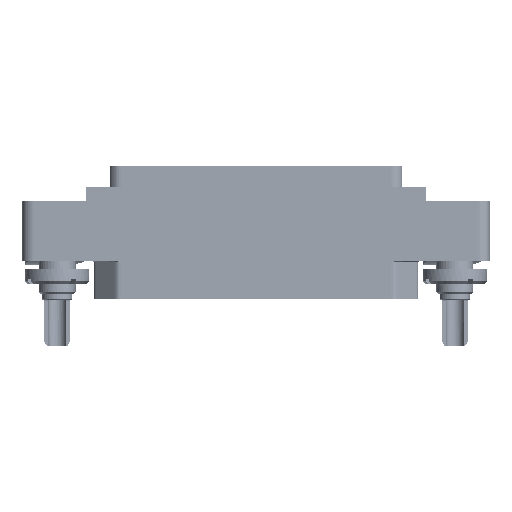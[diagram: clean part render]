
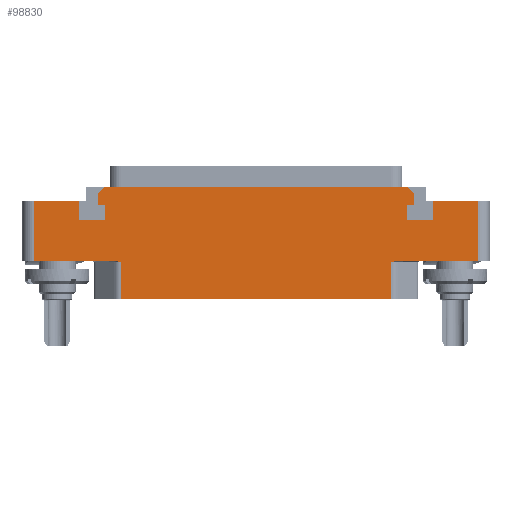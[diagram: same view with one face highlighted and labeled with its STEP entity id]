
A CAD part, top view. The second image highlights one B-rep face of the part: STEP entity #98830.
In plain terms, the highlighted planar face has unit normal (0, 0, 1).
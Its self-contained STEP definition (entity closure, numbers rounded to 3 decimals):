
#1=DIRECTION('',(1.,0.,0.));
#2=VECTOR('',#1,7.8);
#3=CARTESIAN_POINT('',(-38.,10.25,7.));
#4=LINE('',#3,#2);
#5=DIRECTION('',(0.,-1.,0.));
#6=VECTOR('',#5,3.2);
#7=CARTESIAN_POINT('',(-30.2,10.25,7.));
#8=LINE('',#7,#6);
#9=DIRECTION('',(1.,0.,0.));
#10=VECTOR('',#9,4.4);
#11=CARTESIAN_POINT('',(-30.2,7.05,7.));
#12=LINE('',#11,#10);
#13=DIRECTION('',(0.,1.,0.));
#14=VECTOR('',#13,2.6);
#15=CARTESIAN_POINT('',(-25.8,7.05,7.));
#16=LINE('',#15,#14);
#17=DIRECTION('',(-1.,0.,0.));
#18=VECTOR('',#17,1.2);
#19=CARTESIAN_POINT('',(-25.8,9.65,7.));
#20=LINE('',#19,#18);
#21=DIRECTION('',(0.,-1.,0.));
#22=VECTOR('',#21,1.9);
#23=CARTESIAN_POINT('',(-27.,11.55,7.));
#24=LINE('',#23,#22);
#25=DIRECTION('',(1.,0.,0.));
#26=VECTOR('',#25,51.6);
#27=CARTESIAN_POINT('',(-25.8,12.75,7.));
#28=LINE('',#27,#26);
#29=DIRECTION('',(0.,-1.,0.));
#30=VECTOR('',#29,1.9);
#31=CARTESIAN_POINT('',(27.,11.55,7.));
#32=LINE('',#31,#30);
#33=DIRECTION('',(-1.,0.,0.));
#34=VECTOR('',#33,1.2);
#35=CARTESIAN_POINT('',(27.,9.65,7.));
#36=LINE('',#35,#34);
#37=DIRECTION('',(0.,-1.,0.));
#38=VECTOR('',#37,2.6);
#39=CARTESIAN_POINT('',(25.8,9.65,7.));
#40=LINE('',#39,#38);
#41=DIRECTION('',(1.,0.,0.));
#42=VECTOR('',#41,4.4);
#43=CARTESIAN_POINT('',(25.8,7.05,7.));
#44=LINE('',#43,#42);
#45=DIRECTION('',(0.,1.,0.));
#46=VECTOR('',#45,3.2);
#47=CARTESIAN_POINT('',(30.2,7.05,7.));
#48=LINE('',#47,#46);
#49=DIRECTION('',(1.,0.,0.));
#50=VECTOR('',#49,7.8);
#51=CARTESIAN_POINT('',(30.2,10.25,7.));
#52=LINE('',#51,#50);
#109=DIRECTION('',(1.,0.,0.));
#110=VECTOR('',#109,14.082);
#111=CARTESIAN_POINT('',(23.918,0.,7.));
#112=LINE('',#111,#110);
#3688=DIRECTION('',(-1.,0.,0.));
#3689=VECTOR('',#3688,46.236);
#3690=CARTESIAN_POINT('',(23.118,-6.5,7.));
#3691=LINE('',#3690,#3689);
#3779=DIRECTION('',(1.,0.,0.));
#3780=VECTOR('',#3779,14.082);
#3781=CARTESIAN_POINT('',(-38.,0.,7.));
#3782=LINE('',#3781,#3780);
#7215=DIRECTION('',(0.,-1.,0.));
#7216=VECTOR('',#7215,10.25);
#7217=CARTESIAN_POINT('',(-38.,10.25,7.));
#7218=LINE('',#7217,#7216);
#7453=DIRECTION('',(0.707,-0.707,0.));
#7454=VECTOR('',#7453,1.697);
#7455=CARTESIAN_POINT('',(25.8,12.75,7.));
#7456=LINE('',#7455,#7454);
#7461=DIRECTION('',(-0.707,-0.707,0.));
#7462=VECTOR('',#7461,1.697);
#7463=CARTESIAN_POINT('',(-25.8,12.75,7.));
#7464=LINE('',#7463,#7462);
#77954=CARTESIAN_POINT('',(-23.918,0.,7.));
#77955=CARTESIAN_POINT('',(-23.907,0.,7.));
#77956=CARTESIAN_POINT('',(-23.884,0.,7.));
#77957=CARTESIAN_POINT('',(-23.85,-0.002,7.));
#77958=CARTESIAN_POINT('',(-23.814,-0.005,7.));
#77959=CARTESIAN_POINT('',(-23.776,-0.01,7.));
#77960=CARTESIAN_POINT('',(-23.734,-0.016,7.));
#77961=CARTESIAN_POINT('',(-23.688,-0.024,7.));
#77962=CARTESIAN_POINT('',(-23.636,-0.035,7.));
#77963=CARTESIAN_POINT('',(-23.577,-0.049,7.));
#77964=CARTESIAN_POINT('',(-23.515,-0.066,7.));
#77965=CARTESIAN_POINT('',(-23.451,-0.085,7.));
#77966=CARTESIAN_POINT('',(-23.385,-0.106,7.));
#77967=CARTESIAN_POINT('',(-23.318,-0.128,7.));
#77968=CARTESIAN_POINT('',(-23.251,-0.152,7.));
#77969=CARTESIAN_POINT('',(-23.184,-0.176,7.));
#77970=CARTESIAN_POINT('',(-23.14,-0.192,7.));
#77971=CARTESIAN_POINT('',(-23.118,-0.2,7.));
#77973=DIRECTION('',(0.,1.,0.));
#77974=VECTOR('',#77973,6.3);
#77975=CARTESIAN_POINT('',(-23.118,-6.5,7.));
#77976=LINE('',#77975,#77974);
#78049=DIRECTION('',(0.,1.,0.));
#78050=VECTOR('',#78049,6.3);
#78051=CARTESIAN_POINT('',(23.118,-6.5,7.));
#78052=LINE('',#78051,#78050);
#78058=CARTESIAN_POINT('',(23.118,-0.2,7.));
#78059=CARTESIAN_POINT('',(23.14,-0.192,7.));
#78060=CARTESIAN_POINT('',(23.184,-0.176,7.));
#78061=CARTESIAN_POINT('',(23.251,-0.152,7.));
#78062=CARTESIAN_POINT('',(23.318,-0.128,7.));
#78063=CARTESIAN_POINT('',(23.385,-0.106,7.));
#78064=CARTESIAN_POINT('',(23.451,-0.085,7.));
#78065=CARTESIAN_POINT('',(23.515,-0.066,7.));
#78066=CARTESIAN_POINT('',(23.577,-0.049,7.));
#78067=CARTESIAN_POINT('',(23.636,-0.035,7.));
#78068=CARTESIAN_POINT('',(23.688,-0.024,7.));
#78069=CARTESIAN_POINT('',(23.734,-0.016,7.));
#78070=CARTESIAN_POINT('',(23.776,-0.01,7.));
#78071=CARTESIAN_POINT('',(23.814,-0.005,7.));
#78072=CARTESIAN_POINT('',(23.85,-0.002,7.));
#78073=CARTESIAN_POINT('',(23.884,0.,7.));
#78074=CARTESIAN_POINT('',(23.907,0.,7.));
#78075=CARTESIAN_POINT('',(23.918,0.,7.));
#78123=DIRECTION('',(0.,1.,0.));
#78124=VECTOR('',#78123,10.25);
#78125=CARTESIAN_POINT('',(38.,0.,7.));
#78126=LINE('',#78125,#78124);
#80660=CARTESIAN_POINT('',(-30.2,10.25,7.));
#80661=CARTESIAN_POINT('',(-30.2,7.05,7.));
#80662=VERTEX_POINT('',#80660);
#80663=VERTEX_POINT('',#80661);
#80664=CARTESIAN_POINT('',(-25.8,7.05,7.));
#80665=VERTEX_POINT('',#80664);
#80666=CARTESIAN_POINT('',(-25.8,9.65,7.));
#80667=VERTEX_POINT('',#80666);
#80668=CARTESIAN_POINT('',(-27.,9.65,7.));
#80669=VERTEX_POINT('',#80668);
#80670=CARTESIAN_POINT('',(27.,9.65,7.));
#80671=CARTESIAN_POINT('',(25.8,9.65,7.));
#80672=VERTEX_POINT('',#80670);
#80673=VERTEX_POINT('',#80671);
#80674=CARTESIAN_POINT('',(25.8,7.05,7.));
#80675=VERTEX_POINT('',#80674);
#80676=CARTESIAN_POINT('',(30.2,7.05,7.));
#80677=VERTEX_POINT('',#80676);
#80678=CARTESIAN_POINT('',(30.2,10.25,7.));
#80679=VERTEX_POINT('',#80678);
#80684=CARTESIAN_POINT('',(-27.,11.55,7.));
#80686=VERTEX_POINT('',#80684);
#80688=CARTESIAN_POINT('',(-25.8,12.75,7.));
#80689=VERTEX_POINT('',#80688);
#80690=CARTESIAN_POINT('',(27.,11.55,7.));
#80692=VERTEX_POINT('',#80690);
#80694=CARTESIAN_POINT('',(25.8,12.75,7.));
#80695=VERTEX_POINT('',#80694);
#80772=CARTESIAN_POINT('',(38.,0.,7.));
#80773=CARTESIAN_POINT('',(38.,10.25,7.));
#80774=VERTEX_POINT('',#80772);
#80775=VERTEX_POINT('',#80773);
#80780=CARTESIAN_POINT('',(-38.,10.25,7.));
#80781=CARTESIAN_POINT('',(-38.,0.,7.));
#80782=VERTEX_POINT('',#80780);
#80783=VERTEX_POINT('',#80781);
#81005=CARTESIAN_POINT('',(23.118,-6.5,7.));
#81007=VERTEX_POINT('',#81005);
#81008=CARTESIAN_POINT('',(-23.118,-6.5,7.));
#81010=VERTEX_POINT('',#81008);
#81040=CARTESIAN_POINT('',(-23.118,-0.2,7.));
#81041=VERTEX_POINT('',#81040);
#81042=CARTESIAN_POINT('',(-23.918,0.,7.));
#81043=VERTEX_POINT('',#81042);
#81044=CARTESIAN_POINT('',(23.118,-0.2,7.));
#81046=VERTEX_POINT('',#81044);
#81048=CARTESIAN_POINT('',(23.918,0.,7.));
#81050=VERTEX_POINT('',#81048);
#98775=CARTESIAN_POINT('',(0.,0.,7.));
#98776=DIRECTION('',(0.,0.,-1.));
#98777=DIRECTION('',(-1.,0.,0.));
#98778=AXIS2_PLACEMENT_3D('',#98775,#98776,#98777);
#98779=PLANE('',#98778);
#98781=ORIENTED_EDGE('',*,*,#98780,.F.);
#98783=ORIENTED_EDGE('',*,*,#98782,.F.);
#98785=ORIENTED_EDGE('',*,*,#98784,.F.);
#98787=ORIENTED_EDGE('',*,*,#98786,.T.);
#98789=ORIENTED_EDGE('',*,*,#98788,.T.);
#98791=ORIENTED_EDGE('',*,*,#98790,.F.);
#98793=ORIENTED_EDGE('',*,*,#98792,.F.);
#98795=ORIENTED_EDGE('',*,*,#98794,.F.);
#98797=ORIENTED_EDGE('',*,*,#98796,.T.);
#98799=ORIENTED_EDGE('',*,*,#98798,.T.);
#98801=ORIENTED_EDGE('',*,*,#98800,.T.);
#98803=ORIENTED_EDGE('',*,*,#98802,.T.);
#98805=ORIENTED_EDGE('',*,*,#98804,.T.);
#98807=ORIENTED_EDGE('',*,*,#98806,.F.);
#98809=ORIENTED_EDGE('',*,*,#98808,.F.);
#98811=ORIENTED_EDGE('',*,*,#98810,.T.);
#98813=ORIENTED_EDGE('',*,*,#98812,.T.);
#98815=ORIENTED_EDGE('',*,*,#98814,.T.);
#98817=ORIENTED_EDGE('',*,*,#98816,.T.);
#98819=ORIENTED_EDGE('',*,*,#98818,.T.);
#98821=ORIENTED_EDGE('',*,*,#98820,.T.);
#98823=ORIENTED_EDGE('',*,*,#98822,.T.);
#98825=ORIENTED_EDGE('',*,*,#98824,.T.);
#98827=ORIENTED_EDGE('',*,*,#98826,.F.);
#98828=EDGE_LOOP('',(#98781,#98783,#98785,#98787,#98789,#98791,#98793,#98795,
#98797,#98799,#98801,#98803,#98805,#98807,#98809,#98811,#98813,#98815,#98817,
#98819,#98821,#98823,#98825,#98827));
#98829=FACE_OUTER_BOUND('',#98828,.F.);
#98830=ADVANCED_FACE('',(#98829),#98779,.F.);
#77972=B_SPLINE_CURVE_WITH_KNOTS('',3,(#77954,#77955,#77956,#77957,#77958,
#77959,#77960,#77961,#77962,#77963,#77964,#77965,#77966,#77967,#77968,#77969,
#77970,#77971),.UNSPECIFIED.,.F.,.F.,(4,1,1,1,1,1,1,1,1,1,1,1,1,1,1,4),(0.,
0.067,0.133,0.2,0.267,0.333,
0.4,0.467,0.533,0.6,0.667,
0.733,0.8,0.867,0.933,1.),
.UNSPECIFIED.);
#78076=B_SPLINE_CURVE_WITH_KNOTS('',3,(#78058,#78059,#78060,#78061,#78062,
#78063,#78064,#78065,#78066,#78067,#78068,#78069,#78070,#78071,#78072,#78073,
#78074,#78075),.UNSPECIFIED.,.F.,.F.,(4,1,1,1,1,1,1,1,1,1,1,1,1,1,1,4),(0.,
0.067,0.133,0.2,0.267,0.333,
0.4,0.467,0.533,0.6,0.667,
0.733,0.8,0.867,0.933,1.),
.UNSPECIFIED.);
#98780=EDGE_CURVE('',#81050,#80774,#112,.T.);
#98782=EDGE_CURVE('',#81046,#81050,#78076,.T.);
#98784=EDGE_CURVE('',#81007,#81046,#78052,.T.);
#98786=EDGE_CURVE('',#81007,#81010,#3691,.T.);
#98788=EDGE_CURVE('',#81010,#81041,#77976,.T.);
#98790=EDGE_CURVE('',#81043,#81041,#77972,.T.);
#98792=EDGE_CURVE('',#80783,#81043,#3782,.T.);
#98794=EDGE_CURVE('',#80782,#80783,#7218,.T.);
#98796=EDGE_CURVE('',#80782,#80662,#4,.T.);
#98798=EDGE_CURVE('',#80662,#80663,#8,.T.);
#98800=EDGE_CURVE('',#80663,#80665,#12,.T.);
#98802=EDGE_CURVE('',#80665,#80667,#16,.T.);
#98804=EDGE_CURVE('',#80667,#80669,#20,.T.);
#98806=EDGE_CURVE('',#80686,#80669,#24,.T.);
#98808=EDGE_CURVE('',#80689,#80686,#7464,.T.);
#98810=EDGE_CURVE('',#80689,#80695,#28,.T.);
#98812=EDGE_CURVE('',#80695,#80692,#7456,.T.);
#98814=EDGE_CURVE('',#80692,#80672,#32,.T.);
#98816=EDGE_CURVE('',#80672,#80673,#36,.T.);
#98818=EDGE_CURVE('',#80673,#80675,#40,.T.);
#98820=EDGE_CURVE('',#80675,#80677,#44,.T.);
#98822=EDGE_CURVE('',#80677,#80679,#48,.T.);
#98824=EDGE_CURVE('',#80679,#80775,#52,.T.);
#98826=EDGE_CURVE('',#80774,#80775,#78126,.T.);
